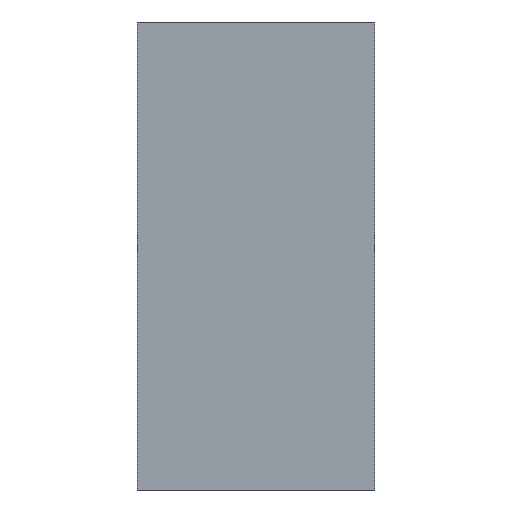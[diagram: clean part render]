
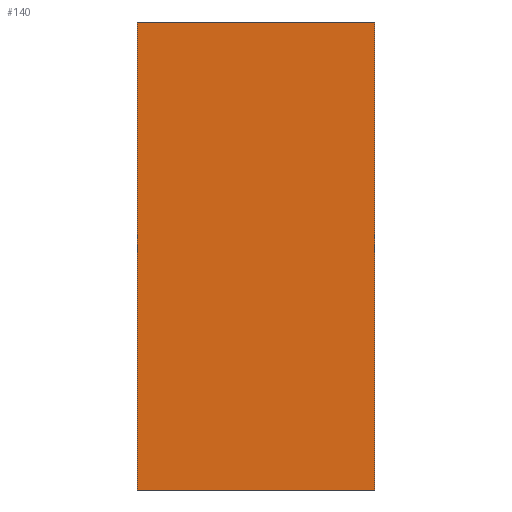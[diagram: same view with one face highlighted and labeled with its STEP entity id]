
A CAD part, left-side view. The second image highlights one B-rep face of the part: STEP entity #140.
In plain terms, the highlighted planar face has unit normal (-1, 0, 0).
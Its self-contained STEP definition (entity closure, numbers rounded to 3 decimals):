
#1 = CARTESIAN_POINT ( 'NONE',  ( -81.5, 2., 278. ) ) ;
#9 = VECTOR ( 'NONE', #120, 1000. ) ;
#11 = LINE ( 'NONE', #70, #130 ) ;
#14 = CARTESIAN_POINT ( 'NONE',  ( -81.5, 0., 0. ) ) ;
#23 = ORIENTED_EDGE ( 'NONE', *, *, #66, .F. ) ;
#29 = DIRECTION ( 'NONE',  ( 1., 0., 0. ) ) ;
#36 = VECTOR ( 'NONE', #44, 1000. ) ;
#37 = EDGE_CURVE ( 'NONE', #195, #191, #98, .T. ) ;
#40 = ORIENTED_EDGE ( 'NONE', *, *, #170, .F. ) ;
#44 = DIRECTION ( 'NONE',  ( 0., 0., -1. ) ) ;
#52 = EDGE_CURVE ( 'NONE', #191, #74, #55, .T. ) ;
#55 = LINE ( 'NONE', #163, #36 ) ;
#61 = DIRECTION ( 'NONE',  ( 0., 0., -1. ) ) ;
#65 = CARTESIAN_POINT ( 'NONE',  ( -81.5, 142., 2. ) ) ;
#66 = EDGE_CURVE ( 'NONE', #111, #195, #11, .T. ) ;
#70 = CARTESIAN_POINT ( 'NONE',  ( -81.5, 142., 278. ) ) ;
#74 = VERTEX_POINT ( 'NONE', #112 ) ;
#98 = LINE ( 'NONE', #148, #156 ) ;
#103 = PLANE ( 'NONE',  #119 ) ;
#111 = VERTEX_POINT ( 'NONE', #117 ) ;
#112 = CARTESIAN_POINT ( 'NONE',  ( -81.5, 2., 2. ) ) ;
#113 = DIRECTION ( 'NONE',  ( 0., 0., 1. ) ) ;
#117 = CARTESIAN_POINT ( 'NONE',  ( -81.5, 142., 2. ) ) ;
#119 = AXIS2_PLACEMENT_3D ( 'NONE', #14, #29, #61 ) ;
#120 = DIRECTION ( 'NONE',  ( 0., 1., 0. ) ) ;
#127 = ORIENTED_EDGE ( 'NONE', *, *, #52, .F. ) ;
#130 = VECTOR ( 'NONE', #113, 1000. ) ;
#140 = ADVANCED_FACE ( 'NONE', ( #152 ), #103, .F. ) ;
#145 = DIRECTION ( 'NONE',  ( 0., -1., 0. ) ) ;
#147 = ORIENTED_EDGE ( 'NONE', *, *, #37, .F. ) ;
#148 = CARTESIAN_POINT ( 'NONE',  ( -81.5, 142., 278. ) ) ;
#152 = FACE_OUTER_BOUND ( 'NONE', #160, .T. ) ;
#156 = VECTOR ( 'NONE', #145, 1000. ) ;
#160 = EDGE_LOOP ( 'NONE', ( #147, #23, #40, #127 ) ) ;
#163 = CARTESIAN_POINT ( 'NONE',  ( -81.5, 2., 278. ) ) ;
#170 = EDGE_CURVE ( 'NONE', #74, #111, #179, .T. ) ;
#179 = LINE ( 'NONE', #65, #9 ) ;
#183 = CARTESIAN_POINT ( 'NONE',  ( -81.5, 142., 278. ) ) ;
#191 = VERTEX_POINT ( 'NONE', #1 ) ;
#195 = VERTEX_POINT ( 'NONE', #183 ) ;
